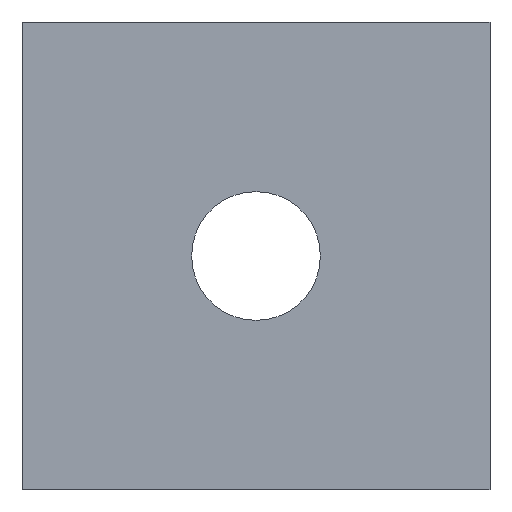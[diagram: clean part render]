
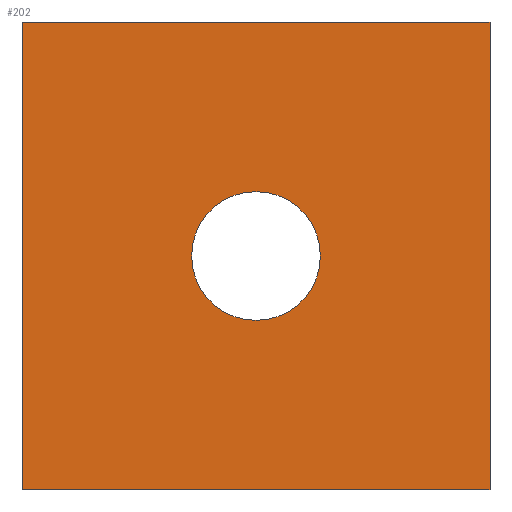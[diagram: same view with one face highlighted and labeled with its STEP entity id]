
A CAD part, front view. The second image highlights one B-rep face of the part: STEP entity #202.
In plain terms, the highlighted planar face has unit normal (0, -1, 0).
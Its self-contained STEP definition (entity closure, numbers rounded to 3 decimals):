
#17=FACE_BOUND('',#47,.T.);
#24=PLANE('',#238);
#34=FACE_OUTER_BOUND('',#46,.T.);
#46=EDGE_LOOP('',(#175,#176,#177,#178));
#47=EDGE_LOOP('',(#179,#180));
#58=LINE('',#324,#78);
#67=LINE('',#342,#87);
#68=LINE('',#345,#88);
#69=LINE('',#346,#89);
#78=VECTOR('',#268,10.);
#87=VECTOR('',#285,10.);
#88=VECTOR('',#288,10.);
#89=VECTOR('',#289,10.);
#94=CIRCLE('',#230,2.75);
#95=CIRCLE('',#231,2.75);
#100=VERTEX_POINT('',#305);
#101=VERTEX_POINT('',#306);
#103=VERTEX_POINT('',#313);
#108=VERTEX_POINT('',#322);
#113=VERTEX_POINT('',#340);
#114=VERTEX_POINT('',#344);
#119=EDGE_CURVE('',#100,#101,#94,.T.);
#120=EDGE_CURVE('',#101,#100,#95,.T.);
#128=EDGE_CURVE('',#108,#103,#58,.T.);
#137=EDGE_CURVE('',#113,#108,#67,.T.);
#138=EDGE_CURVE('',#114,#113,#68,.T.);
#139=EDGE_CURVE('',#103,#114,#69,.T.);
#175=ORIENTED_EDGE('',*,*,#137,.F.);
#176=ORIENTED_EDGE('',*,*,#138,.F.);
#177=ORIENTED_EDGE('',*,*,#139,.F.);
#178=ORIENTED_EDGE('',*,*,#128,.F.);
#179=ORIENTED_EDGE('',*,*,#119,.T.);
#180=ORIENTED_EDGE('',*,*,#120,.T.);
#202=ADVANCED_FACE('',(#34,#17),#24,.T.);
#230=AXIS2_PLACEMENT_3D('',#307,#254,#255);
#231=AXIS2_PLACEMENT_3D('',#308,#256,#257);
#238=AXIS2_PLACEMENT_3D('',#343,#286,#287);
#254=DIRECTION('center_axis',(0.,1.,0.));
#255=DIRECTION('ref_axis',(1.,0.,0.));
#256=DIRECTION('center_axis',(0.,1.,0.));
#257=DIRECTION('ref_axis',(1.,0.,0.));
#268=DIRECTION('',(-1.,0.,0.));
#285=DIRECTION('',(0.,0.,-1.));
#286=DIRECTION('center_axis',(0.,-1.,0.));
#287=DIRECTION('ref_axis',(1.,0.,0.));
#288=DIRECTION('',(1.,0.,0.));
#289=DIRECTION('',(0.,0.,1.));
#305=CARTESIAN_POINT('',(12.75,0.,0.));
#306=CARTESIAN_POINT('',(7.25,0.,0.));
#307=CARTESIAN_POINT('Origin',(10.,0.,0.));
#308=CARTESIAN_POINT('Origin',(10.,0.,0.));
#313=CARTESIAN_POINT('',(0.,0.,-10.));
#322=CARTESIAN_POINT('',(20.,0.,-10.));
#324=CARTESIAN_POINT('',(20.,0.,-10.));
#340=CARTESIAN_POINT('',(20.,0.,10.));
#342=CARTESIAN_POINT('',(20.,0.,0.));
#343=CARTESIAN_POINT('Origin',(0.,0.,0.));
#344=CARTESIAN_POINT('',(0.,0.,10.));
#345=CARTESIAN_POINT('',(20.,0.,10.));
#346=CARTESIAN_POINT('',(0.,0.,0.));
